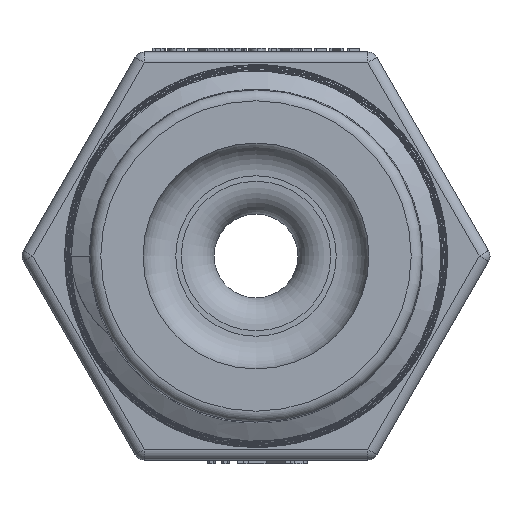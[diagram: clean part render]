
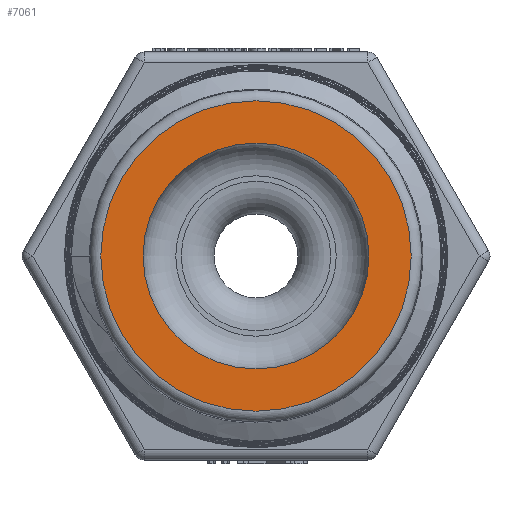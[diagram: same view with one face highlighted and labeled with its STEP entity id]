
A CAD part, left-side view. The second image highlights one B-rep face of the part: STEP entity #7061.
In plain terms, the highlighted planar face has unit normal (-1, 0, 0).
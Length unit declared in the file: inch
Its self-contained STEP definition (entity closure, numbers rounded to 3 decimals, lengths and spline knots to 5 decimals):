
#1884=PLANE($,#7530);
#2156=FACE_BOUND($,#2660,.T.);
#2157=FACE_BOUND($,#2661,.T.);
#2660=EDGE_LOOP($,(#5232));
#2661=EDGE_LOOP($,(#5233));
#3116=CIRCLE($,#7526,0.42592);
#3119=CIRCLE($,#7531,0.31);
#3386=VERTEX_POINT($,#10095);
#3395=VERTEX_POINT($,#10684);
#4116=EDGE_CURVE($,#3386,#3386,#3116,.T.);
#4125=EDGE_CURVE($,#3395,#3395,#3119,.T.);
#5232=ORIENTED_EDGE($,*,*,#4125,.T.);
#5233=ORIENTED_EDGE($,*,*,#4116,.F.);
#7061=ADVANCED_FACE($,(#2156,#2157),#1884,.T.);
#7526=AXIS2_PLACEMENT_3D($,#10096,#8112,#8113);
#7530=AXIS2_PLACEMENT_3D($,#10683,#8121,#8122);
#7531=AXIS2_PLACEMENT_3D($,#10685,#8123,#8124);
#8112=DIRECTION('center_axis',(1.,0.,0.));
#8113=DIRECTION('ref_axis',(0.,-1.,0.));
#8121=DIRECTION('center_axis',(-1.,0.,0.));
#8122=DIRECTION('ref_axis',(0.,0.,1.));
#8123=DIRECTION('center_axis',(1.,0.,0.));
#8124=DIRECTION('ref_axis',(0.,0.,-1.));
#10095=CARTESIAN_POINT('',(0.,0.42592,0.));
#10096=CARTESIAN_POINT('Origin',(0.,0.,0.));
#10683=CARTESIAN_POINT('Origin',(0.,0.455,0.));
#10684=CARTESIAN_POINT('',(0.,0.31,0.));
#10685=CARTESIAN_POINT('Origin',(0.,0.,0.));
